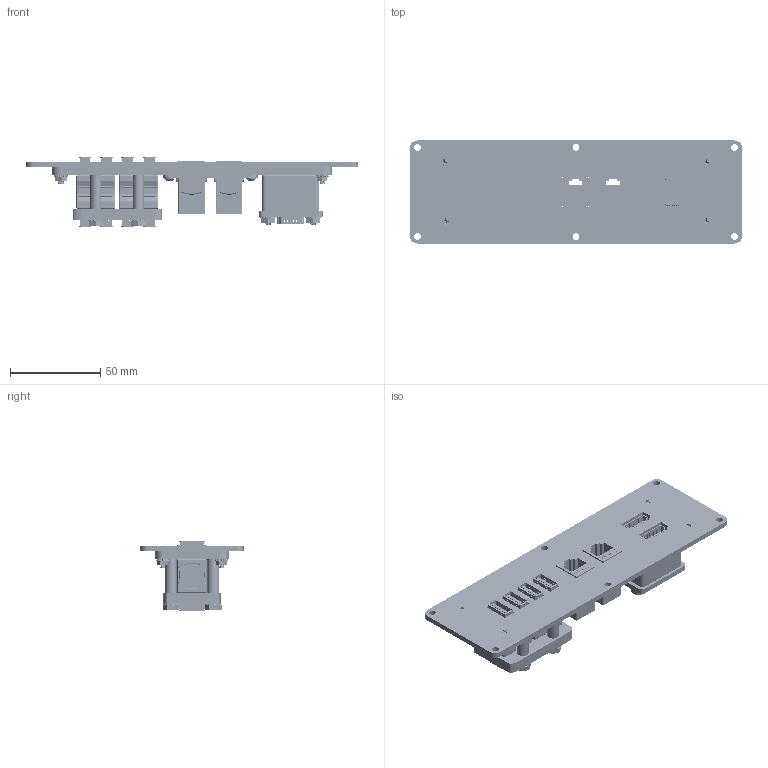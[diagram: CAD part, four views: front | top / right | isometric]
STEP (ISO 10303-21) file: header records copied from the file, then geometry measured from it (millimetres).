
FILE_DESCRIPTION (( 'STEP AP203' ), '1' );
FILE_NAME ('P-P22#4P38#2R2#2-S1RX_3D.STEP', '2019-04-30T14:13:16', ( '' ), ( '' ), 'SwSTEP 2.0', 'SolidWorks 2018', '' );
FILE_SCHEMA (( 'CONFIG_CONTROL_DESIGN' ));
Length unit declared in the file: millimetre
Products named in the file (17): P-P22#4P38#2R2#2-S1RX_3D; P22; P-P22#4P38#2R2#2-S1RX_BP180_1; P-P22#4P38#2R2#2-S1RX_TP240_2; P-P22#4P38#2R2#2-S1RX_TP060_1; Z-001-SPR_3_4; P38; P-P22#4P38#2R2#2-S1RX_FP120_1; Z-000-4243316TFP; Z-300-RJ45CAT5; P-P22#4P38#2R2#2-S1RX_TP120_3; R2; 632FH_1-1_4-IN; 4-40 half inch flathead _90273A110; Z-002-632516HN_90675A007; Z-002-M3HN_93825A110; Z-300-USB-A-FF
Assembly tree (48 placements, depth 3):
  P-P22#4P38#2R2#2-S1RX_3D
    P-P22#4P38#2R2#2-S1RX_BP180_1
    P-P22#4P38#2R2#2-S1RX_TP060_1
    P38  x2
    Z-000-4243316TFP  x4
    P-P22#4P38#2R2#2-S1RX_TP120_3
    632FH_1-1_4-IN  x8
    Z-002-632516HN_90675A007  x8
    P22  x4
      Z-300-USB-A-FF
    P-P22#4P38#2R2#2-S1RX_TP240_2  x2
    Z-001-SPR_3_4  x4
    P-P22#4P38#2R2#2-S1RX_FP120_1
    R2  x2
      Z-300-RJ45CAT5
    4-40 half inch flathead _90273A110  x4
    Z-002-M3HN_93825A110  x4
Bounding box: 184.15 x 57.15 x 38.3 mm (x, y, z)
Volume: 111500.2 mm3; surface area: 93959 mm2
Topology: 56 solids, 56 shells, 7404 faces, 20688 edges, 13432 vertices
Faces by surface type: plane 3654, cylinder 2324, bspline 766, cone 580, sphere 64, torus 16
Entity records: 92143 total; most frequent: CARTESIAN_POINT 32763, ORIENTED_EDGE 13026, DIRECTION 9917, EDGE_CURVE 6513, VECTOR 4505, LINE 4505, VERTEX_POINT 4236, AXIS2_PLACEMENT_3D 2706
